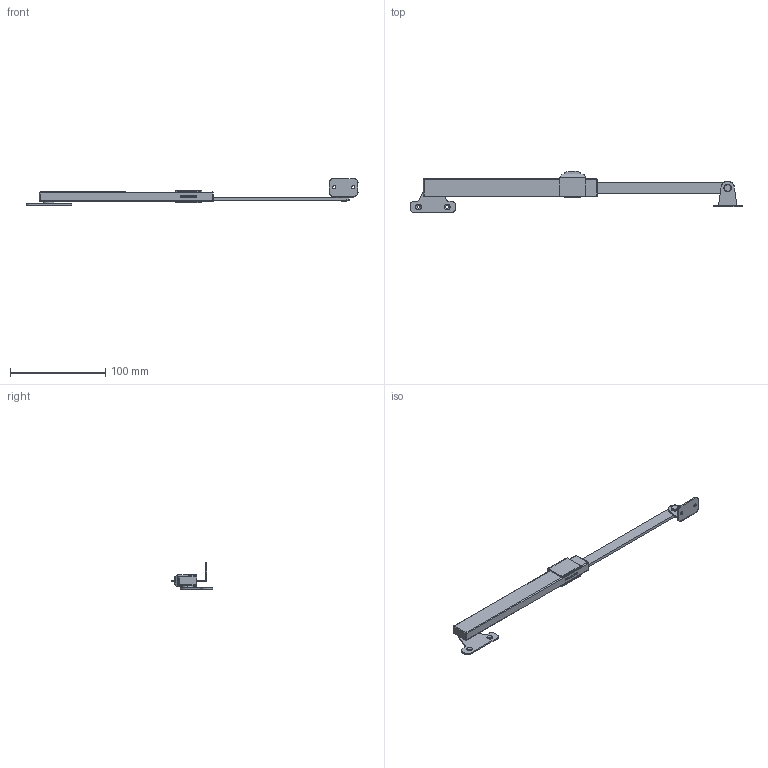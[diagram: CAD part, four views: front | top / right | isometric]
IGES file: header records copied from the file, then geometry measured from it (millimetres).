
Start section: SolidWorks IGES file using analytic representation for surfaces
Global section: file name: B-1467-1-L.IGS,15; native system: HSolidWorks 2011; preprocessor: SolidWorks 2011; author: Pub70; date: 120113.160728; units: millimetre
Bounding box: 349 x 43.5 x 28 mm (x, y, z)
Surface area: 34304.5 mm2 (no closed solid volume)
Topology: 0 solids, 0 shells, 190 faces, 2366 edges, 2357 vertices
Faces by surface type: revolution 107, bspline 83
